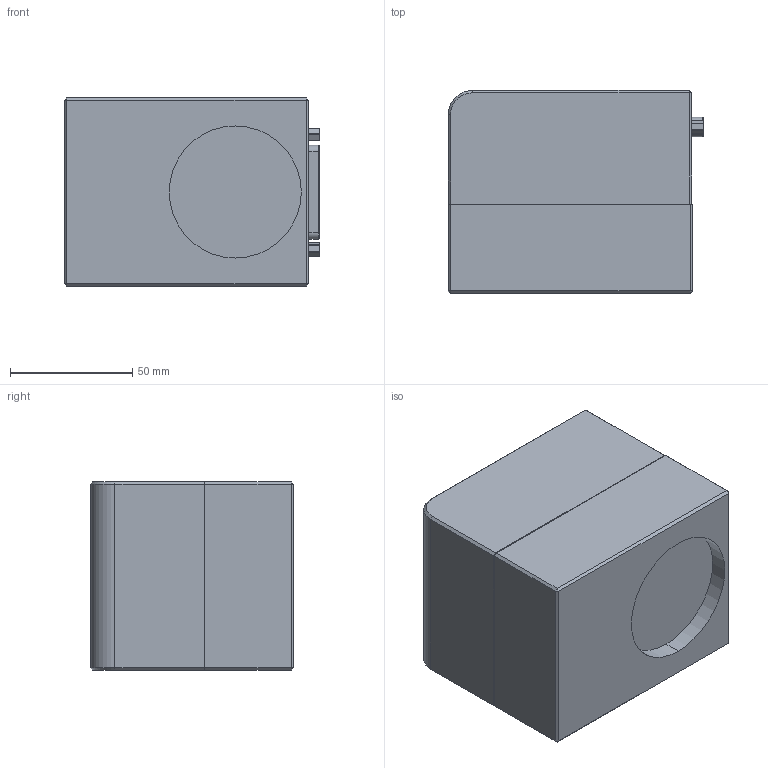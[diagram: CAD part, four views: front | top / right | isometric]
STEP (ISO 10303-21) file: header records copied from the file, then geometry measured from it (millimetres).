
FILE_DESCRIPTION (( 'STEP AP214' ), '1' );
FILE_NAME ('M036312_RL-III-10 [1,8]~02.STEP', '2020-03-25T14:13:27', ( '' ), ( '' ), 'SwSTEP 2.0', 'SolidWorks 2018', '' );
FILE_SCHEMA (( 'AUTOMOTIVE_DESIGN' ));
Length unit declared in the file: millimetre
Products named in the file (1): M036312_RL-III-10 [1,8]~02
Bounding box: 104.6 x 83 x 77 mm (x, y, z)
Volume: 618978.6 mm3; surface area: 49062.2 mm2
Topology: 1 solids, 26 shells, 545 faces, 1123 edges, 679 vertices
Faces by surface type: cylinder 229, plane 213, cone 81, bspline 22
Entity records: 16981 total; most frequent: CARTESIAN_POINT 4072, DIRECTION 2500, ORIENTED_EDGE 2246, EDGE_CURVE 1123, AXIS2_PLACEMENT_3D 975, VERTEX_POINT 679, EDGE_LOOP 594, LINE 550
